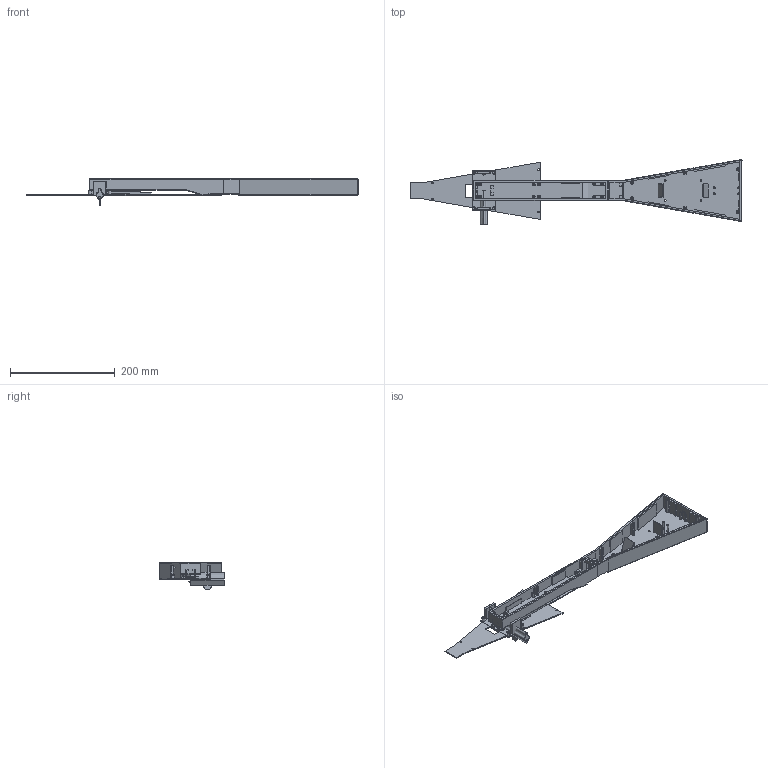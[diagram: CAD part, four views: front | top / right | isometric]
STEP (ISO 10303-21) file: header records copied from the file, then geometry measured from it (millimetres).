
FILE_DESCRIPTION(/* description */ ('STEP AP242 Edition 2','CAx-IF Rec.Pracs.---Representation and Presentation of Product Manufacturing Information (PMI)---4.0---2014-10-13','CAx-IF Rec.Pracs.---3D Tessellated Geometry---0.4---2014-09-14','2;1','CAx-IF Rec.Pracs.---User Defined Attributes---1.5---2016-08-15'),/* implementation_level */ '2;1');
FILE_NAME(/* name */ '697141bc6c0c190256c6ff03',/* time_stamp */ '2026-01-21T21:14:37Z',/* author */ (''),/* organization */ (''),/* preprocessor_version */ 'ST-DEVELOPER v20',/* originating_system */ 'ONSHAPE BY PTC INC, 1.209',/* authorisation */ ' ');
FILE_SCHEMA (('AP242_MANAGED_MODEL_BASED_3D_ENGINEERING_MIM_LF { 1 0 10303 442 3 1 4 }'));
Length unit declared in the file: metre
Products named in the file (9): Neck; Neck Plate; Rail; Body; Strum Bar; Strum Bar Holder; Fret; Body Plate; Fret Plate
Bounding box: 632.73 x 123.86 x 51 mm (x, y, z)
Volume: 311579.1 mm3; surface area: 210265.7 mm2
Topology: 9 solids, 9 shells, 777 faces, 1964 edges, 1208 vertices
Faces by surface type: plane 408, cylinder 283, torus 40, sphere 32, bspline 10, cone 4
Full cylindrical faces by diameter (mm): 2.1 x4, 3 x52, 4 x2, 5.7 x1, 6 x4
Entity records: 23388 total; most frequent: CARTESIAN_POINT 4557, DIRECTION 3904, ORIENTED_EDGE 3706, EDGE_CURVE 1853, AXIS2_PLACEMENT_3D 1321, LINE 1262, VECTOR 1262, VERTEX_POINT 1204
